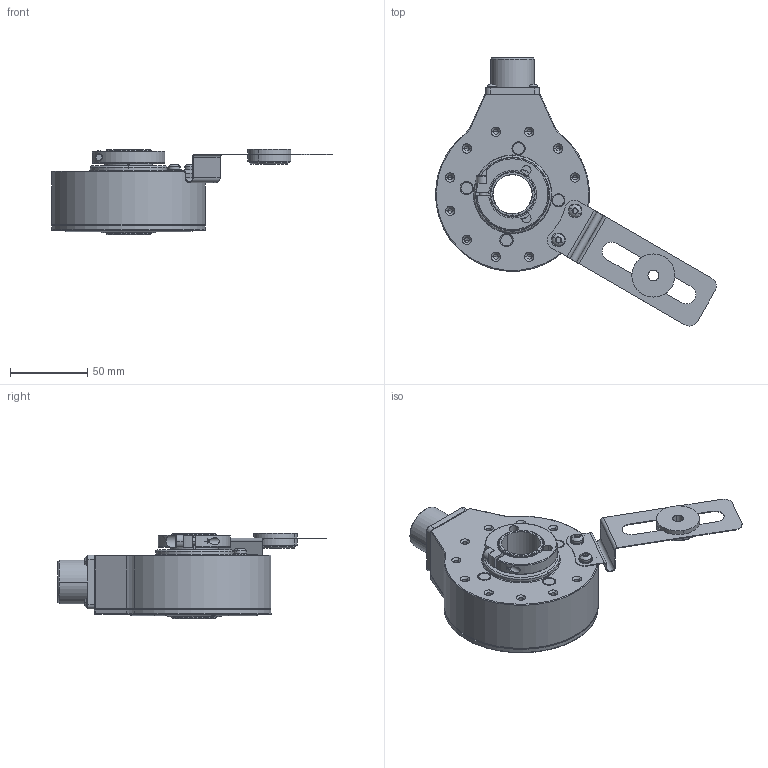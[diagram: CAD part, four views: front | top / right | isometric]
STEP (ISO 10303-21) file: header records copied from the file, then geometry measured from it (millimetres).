
FILE_DESCRIPTION((''),'2;1');
FILE_NAME('809723-01-K01_ASM','2011-10-14T',('se2935'),(''),'PRO/ENGINEER BY PARAMETRIC TECHNOLOGY CORPORATION, 2010370','PRO/ENGINEER BY PARAMETRIC TECHNOLOGY CORPORATION, 2010370','');
FILE_SCHEMA(('CONFIG_CONTROL_DESIGN','SHAPE_APPEARANCE_LAYERS_GROUPS'));
Length unit declared in the file: millimetre
Products named in the file (51): 782214-01-A01; 758122-02; 218648-16-K01; 204227-0M-K01; 631749-01-K01; 204227-8U; 390810-01; 355940-10-K01; 809621-01-K01_ASM; 662427-01-K01; 679579-A01; 540300-80-K01; 512995-01; 315809-01; 388283-01-K01; 679579-K01_ASM; 740741-01-K01; 204227-0G-K01; 525527-01; 390389-01; 392202-01; 511316-01_ASM; 510740-01A1; 348955-02A2; 512273-01A1_ASM; 514641-01-A02_ASM; 661281-K01; 754342-01-K01_ASM; 753835-01-K01; 753858-01-K01; 576131-10-K01; 771892-01-K01; 784850-01-K01_ASM; 799404-01-K01; 800605-01-K01; 800605-02-K01; 200522-03-K01; 202264-58-K01; 800605-03-K01; 800607-01-K01_ASM ...
Assembly tree (71 placements, depth 5):
  809723-01-K01_ASM
    782214-01-A01
    809621-01-K01_ASM
      758122-02
      218648-16-K01
      204227-0M-K01  x4
      631749-01-K01  x4
      204227-8U
      390810-01
      355940-10-K01  x4
    679579-K01_ASM
      662427-01-K01
      679579-A01
      540300-80-K01
      512995-01
      315809-01
      388283-01-K01
    754342-01-K01_ASM
      740741-01-K01
      204227-0G-K01
      525527-01
      514641-01-A02_ASM
        511316-01_ASM
          390389-01
          392202-01
        512273-01A1_ASM
          510740-01A1
          348955-02A2
      661281-K01
    784850-01-K01_ASM
      753835-01-K01
      753858-01-K01
      218648-16-K01
      576131-10-K01  x9
      771892-01-K01
    800607-01-K01_ASM
      799404-01-K01
      800605-01-K01
      800605-02-K01
      200522-03-K01  x2
      202264-58-K01  x2
      800605-03-K01
    771564-01-K01_ASM
      771460-01-K01_ASM
        771333-01-K01_ASM
          753646-01-K01_AF0
          686596-01-K01_AF0
          686596-01-K01_AF1
        204214-8B-K01  x2
        684087-01-K01
      683254-01-K01
      200507-17-K01
Bounding box: 182.32 x 174.09 x 55.2 mm (x, y, z)
Volume: 271597 mm3; surface area: 181403.5 mm2
Topology: 77 solids, 93 shells, 3238 faces, 7956 edges, 4926 vertices
Faces by surface type: plane 1584, cylinder 1054, cone 351, torus 165, sphere 78, bspline 4, revolution 2
Entity records: 82480 total; most frequent: CARTESIAN_POINT 15685, DIRECTION 14094, ORIENTED_EDGE 13328, EDGE_CURVE 6664, AXIS2_PLACEMENT_3D 4817, VECTOR 4458, LINE 4458, VERTEX_POINT 4260
